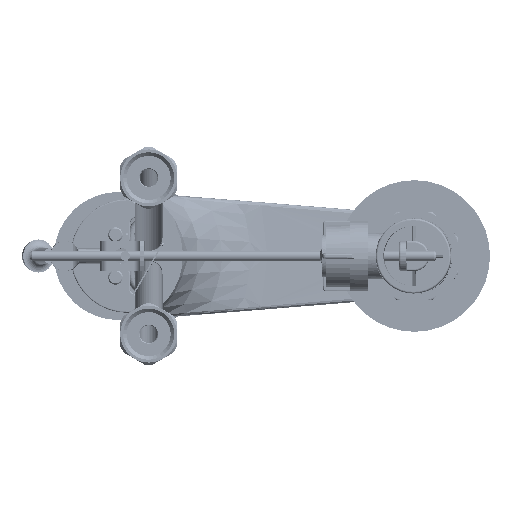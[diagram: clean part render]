
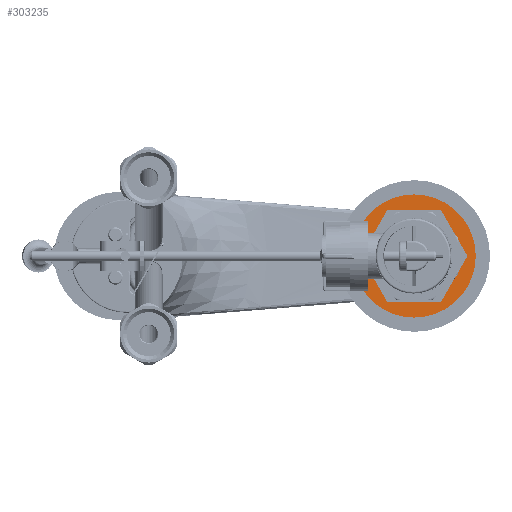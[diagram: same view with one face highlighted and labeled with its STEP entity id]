
A CAD part, front view. The second image highlights one B-rep face of the part: STEP entity #303235.
In plain terms, the highlighted face is planar.
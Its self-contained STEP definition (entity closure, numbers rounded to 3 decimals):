
#302992=DIRECTION('',(-0.866,0.,0.5));
#302993=VECTOR('',#302992,22.517);
#302994=CARTESIAN_POINT('',(19.5,-7.3,11.258));
#302995=LINE('',#302994,#302993);
#303000=CARTESIAN_POINT('',(0.,-7.3,0.));
#303001=DIRECTION('',(0.,-1.,0.));
#303002=DIRECTION('',(0.,0.,-1.));
#303003=AXIS2_PLACEMENT_3D('',#303000,#303001,#303002);
#303005=CARTESIAN_POINT('',(0.,-7.3,0.));
#303006=DIRECTION('',(0.,-1.,0.));
#303007=DIRECTION('',(0.,0.,1.));
#303008=AXIS2_PLACEMENT_3D('',#303005,#303006,#303007);
#303082=DIRECTION('',(0.,0.,1.));
#303083=VECTOR('',#303082,22.517);
#303084=CARTESIAN_POINT('',(19.5,-7.3,-11.258));
#303085=LINE('',#303084,#303083);
#303090=DIRECTION('',(0.866,0.,0.5));
#303091=VECTOR('',#303090,22.517);
#303092=CARTESIAN_POINT('',(0.,-7.3,-22.517));
#303093=LINE('',#303092,#303091);
#303098=DIRECTION('',(0.866,0.,-0.5));
#303099=VECTOR('',#303098,22.517);
#303100=CARTESIAN_POINT('',(-19.5,-7.3,-11.258));
#303101=LINE('',#303100,#303099);
#303106=DIRECTION('',(0.,0.,-1.));
#303107=VECTOR('',#303106,22.517);
#303108=CARTESIAN_POINT('',(-19.5,-7.3,11.258));
#303109=LINE('',#303108,#303107);
#303114=DIRECTION('',(-0.866,0.,-0.5));
#303115=VECTOR('',#303114,22.517);
#303116=CARTESIAN_POINT('',(0.,-7.3,22.517));
#303117=LINE('',#303116,#303115);
#303134=CARTESIAN_POINT('',(0.,-7.3,-26.));
#303135=CARTESIAN_POINT('',(0.,-7.3,26.));
#303136=VERTEX_POINT('',#303134);
#303137=VERTEX_POINT('',#303135);
#303142=CARTESIAN_POINT('',(19.5,-7.3,11.258));
#303143=CARTESIAN_POINT('',(0.,-7.3,22.517));
#303144=VERTEX_POINT('',#303142);
#303145=VERTEX_POINT('',#303143);
#303146=CARTESIAN_POINT('',(-19.5,-7.3,11.258));
#303147=VERTEX_POINT('',#303146);
#303148=CARTESIAN_POINT('',(-19.5,-7.3,-11.258));
#303149=VERTEX_POINT('',#303148);
#303150=CARTESIAN_POINT('',(0.,-7.3,-22.517));
#303151=VERTEX_POINT('',#303150);
#303152=CARTESIAN_POINT('',(19.5,-7.3,-11.258));
#303153=VERTEX_POINT('',#303152);
#303211=CARTESIAN_POINT('',(0.,-7.3,0.));
#303212=DIRECTION('',(0.,-1.,0.));
#303213=DIRECTION('',(0.,0.,-1.));
#303214=AXIS2_PLACEMENT_3D('',#303211,#303212,#303213);
#303215=PLANE('',#303214);
#303217=ORIENTED_EDGE('',*,*,#303216,.T.);
#303219=ORIENTED_EDGE('',*,*,#303218,.T.);
#303220=EDGE_LOOP('',(#303217,#303219));
#303221=FACE_OUTER_BOUND('',#303220,.F.);
#303222=ORIENTED_EDGE('',*,*,#303201,.F.);
#303224=ORIENTED_EDGE('',*,*,#303223,.F.);
#303226=ORIENTED_EDGE('',*,*,#303225,.F.);
#303228=ORIENTED_EDGE('',*,*,#303227,.F.);
#303230=ORIENTED_EDGE('',*,*,#303229,.F.);
#303232=ORIENTED_EDGE('',*,*,#303231,.F.);
#303233=EDGE_LOOP('',(#303222,#303224,#303226,#303228,#303230,#303232));
#303234=FACE_BOUND('',#303233,.F.);
#303235=ADVANCED_FACE('',(#303221,#303234),#303215,.F.);
#303004=CIRCLE('',#303003,26.);
#303009=CIRCLE('',#303008,26.);
#303201=EDGE_CURVE('',#303144,#303145,#302995,.T.);
#303216=EDGE_CURVE('',#303136,#303137,#303004,.T.);
#303218=EDGE_CURVE('',#303137,#303136,#303009,.T.);
#303223=EDGE_CURVE('',#303153,#303144,#303085,.T.);
#303225=EDGE_CURVE('',#303151,#303153,#303093,.T.);
#303227=EDGE_CURVE('',#303149,#303151,#303101,.T.);
#303229=EDGE_CURVE('',#303147,#303149,#303109,.T.);
#303231=EDGE_CURVE('',#303145,#303147,#303117,.T.);
